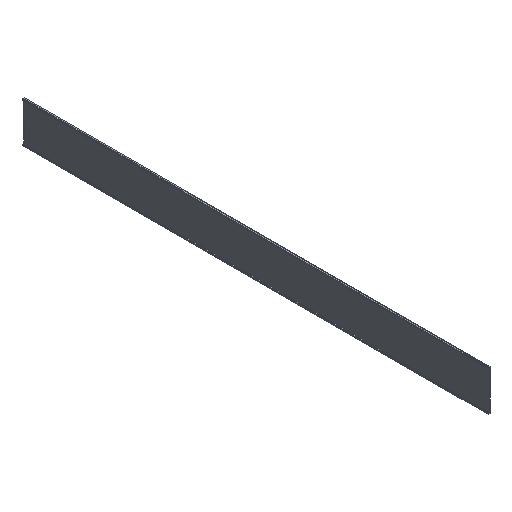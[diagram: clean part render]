
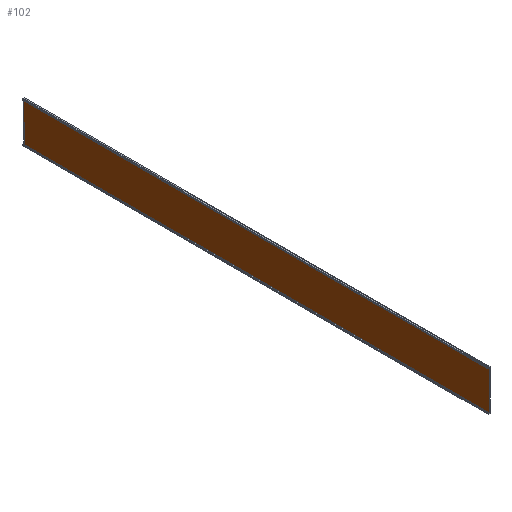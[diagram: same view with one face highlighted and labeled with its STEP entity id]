
A CAD part, isometric view. The second image highlights one B-rep face of the part: STEP entity #102.
In plain terms, the highlighted face is planar.
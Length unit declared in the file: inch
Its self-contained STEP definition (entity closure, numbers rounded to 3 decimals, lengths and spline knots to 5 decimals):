
#102=ADVANCED_FACE('',(#130),#116,.T.);
#116=PLANE('',#364);
#130=FACE_OUTER_BOUND('',#144,.T.);
#144=EDGE_LOOP('',(#173,#174,#175,#176));
#173=ORIENTED_EDGE('',*,*,#265,.F.);
#174=ORIENTED_EDGE('',*,*,#264,.F.);
#175=ORIENTED_EDGE('',*,*,#266,.T.);
#176=ORIENTED_EDGE('',*,*,#267,.T.);
#235=VERTEX_POINT('',#471);
#236=VERTEX_POINT('',#473);
#237=VERTEX_POINT('',#477);
#238=VERTEX_POINT('',#479);
#264=EDGE_CURVE('',#236,#235,#300,.T.);
#265=EDGE_CURVE('',#235,#237,#301,.T.);
#266=EDGE_CURVE('',#236,#238,#302,.T.);
#267=EDGE_CURVE('',#238,#237,#303,.T.);
#300=LINE('',#474,#336);
#301=LINE('',#476,#337);
#302=LINE('',#478,#338);
#303=LINE('',#480,#339);
#336=VECTOR('',#400,1.);
#337=VECTOR('',#403,1.);
#338=VECTOR('',#404,1.);
#339=VECTOR('',#405,1.);
#364=AXIS2_PLACEMENT_3D('',#481,#406,#407);
#400=DIRECTION('',(-1.,0.,0.));
#403=DIRECTION('',(0.,-1.,0.));
#404=DIRECTION('',(0.,-1.,0.));
#405=DIRECTION('',(-1.,0.,0.));
#406=DIRECTION('',(0.,0.,-1.));
#407=DIRECTION('',(-1.,0.,0.));
#471=CARTESIAN_POINT('',(0.,15.245,0.5));
#473=CARTESIAN_POINT('',(72.,15.245,0.5));
#474=CARTESIAN_POINT('',(72.,15.245,0.5));
#476=CARTESIAN_POINT('',(0.,15.245,0.5));
#477=CARTESIAN_POINT('',(0.,9.155,0.5));
#478=CARTESIAN_POINT('',(72.,15.245,0.5));
#479=CARTESIAN_POINT('',(72.,9.155,0.5));
#480=CARTESIAN_POINT('',(72.,9.155,0.5));
#481=CARTESIAN_POINT('',(72.,15.245,0.5));
